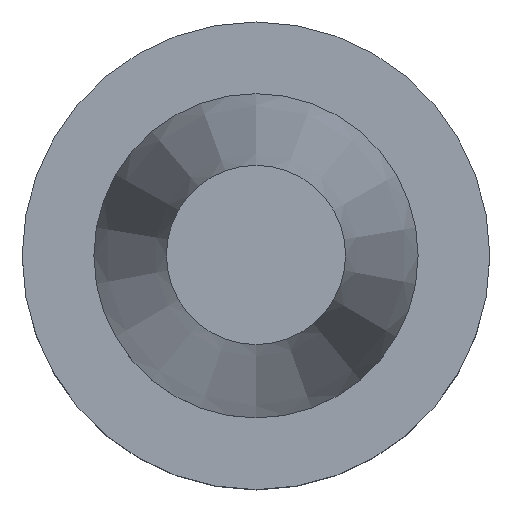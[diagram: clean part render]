
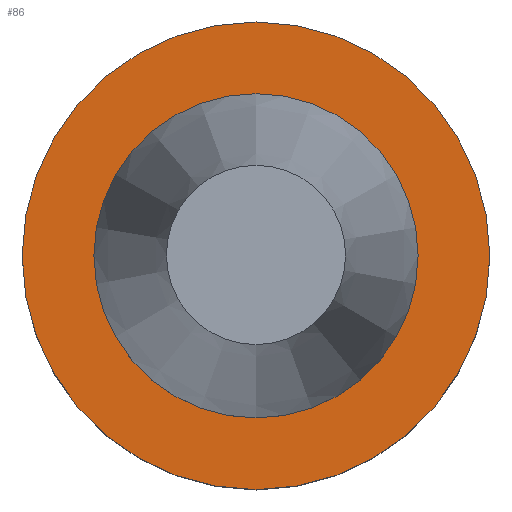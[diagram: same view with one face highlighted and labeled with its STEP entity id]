
A CAD part, top view. The second image highlights one B-rep face of the part: STEP entity #86.
In plain terms, the highlighted planar face has unit normal (0, 0, 1).
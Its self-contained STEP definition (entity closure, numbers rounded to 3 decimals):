
#86=ADVANCED_FACE('',(#124,#125),#126,.T.);
#124=FACE_OUTER_BOUND('',#170,.T.);
#125=FACE_BOUND('',#171,.T.);
#126=PLANE('',#172);
#170=EDGE_LOOP('',(#238));
#171=EDGE_LOOP('',(#239));
#172=AXIS2_PLACEMENT_3D('',#240,#241,#242);
#238=ORIENTED_EDGE('',*,*,#274,.F.);
#239=ORIENTED_EDGE('',*,*,#272,.T.);
#240=CARTESIAN_POINT('',(0.,19.474,-2.0));
#241=DIRECTION('',(0.,0.,1.0));
#242=DIRECTION('',(0.,-1.0,0.));
#272=EDGE_CURVE('',#297,#297,#298,.T.);
#274=EDGE_CURVE('',#301,#301,#302,.T.);
#297=VERTEX_POINT('',#327);
#298=CIRCLE('',#328,15.948);
#301=VERTEX_POINT('',#331);
#302=CIRCLE('',#332,23.0);
#327=CARTESIAN_POINT('',(0.,15.948,-2.0));
#328=AXIS2_PLACEMENT_3D('',#367,#368,#369);
#331=CARTESIAN_POINT('',(0.,23.0,-2.0));
#332=AXIS2_PLACEMENT_3D('',#373,#374,#375);
#367=CARTESIAN_POINT('',(0.,0.,-2.0));
#368=DIRECTION('',(0.,0.,-1.0));
#369=DIRECTION('',(0.,1.0,0.));
#373=CARTESIAN_POINT('',(0.,0.,-2.0));
#374=DIRECTION('',(0.,0.,-1.0));
#375=DIRECTION('',(0.,1.0,0.));
